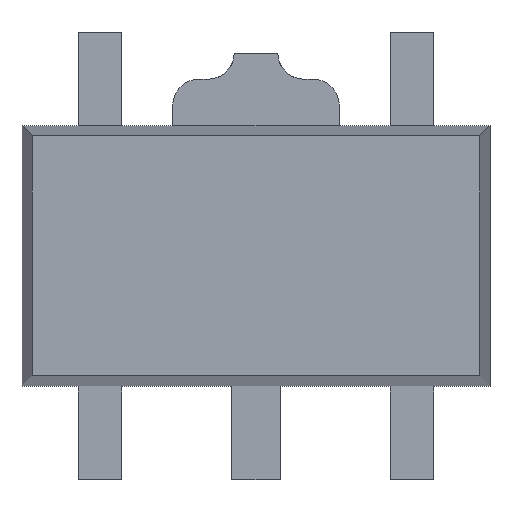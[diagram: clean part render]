
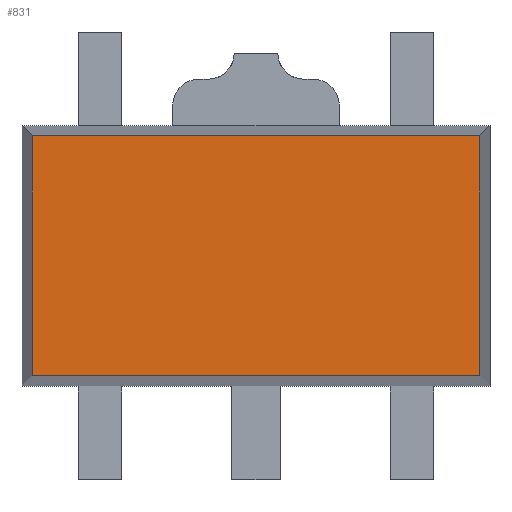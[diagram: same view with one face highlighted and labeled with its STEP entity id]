
A CAD part, top view. The second image highlights one B-rep face of the part: STEP entity #831.
In plain terms, the highlighted planar face has unit normal (0, 0, 1).
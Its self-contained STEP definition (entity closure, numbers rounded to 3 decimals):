
#47=FACE_OUTER_BOUND('',#101,.T.);
#101=EDGE_LOOP('',(#574,#575,#576,#577));
#161=LINE('',#1221,#266);
#164=LINE('',#1227,#269);
#166=LINE('',#1230,#271);
#167=LINE('',#1231,#272);
#266=VECTOR('',#987,1000.);
#269=VECTOR('',#992,1000.);
#271=VECTOR('',#996,1000.);
#272=VECTOR('',#997,1000.);
#366=VERTEX_POINT('',#1218);
#367=VERTEX_POINT('',#1220);
#368=VERTEX_POINT('',#1224);
#369=VERTEX_POINT('',#1226);
#445=EDGE_CURVE('',#366,#367,#161,.T.);
#448=EDGE_CURVE('',#368,#369,#164,.T.);
#450=EDGE_CURVE('',#366,#369,#166,.T.);
#451=EDGE_CURVE('',#368,#367,#167,.T.);
#574=ORIENTED_EDGE('',*,*,#445,.F.);
#575=ORIENTED_EDGE('',*,*,#450,.T.);
#576=ORIENTED_EDGE('',*,*,#448,.F.);
#577=ORIENTED_EDGE('',*,*,#451,.T.);
#781=PLANE('',#905);
#831=ADVANCED_FACE('',(#47),#781,.T.);
#905=AXIS2_PLACEMENT_3D('',#1229,#994,#995);
#987=DIRECTION('',(0.,-1.,0.));
#992=DIRECTION('',(0.,1.,0.));
#994=DIRECTION('center_axis',(0.,0.,1.));
#995=DIRECTION('ref_axis',(1.,0.,0.));
#996=DIRECTION('',(-1.,0.,0.));
#997=DIRECTION('',(1.,0.,0.));
#1218=CARTESIAN_POINT('',(2.154,1.704,1.5));
#1220=CARTESIAN_POINT('',(2.154,-0.604,1.5));
#1221=CARTESIAN_POINT('',(2.154,-1.6,1.5));
#1224=CARTESIAN_POINT('',(-2.154,-0.604,1.5));
#1226=CARTESIAN_POINT('',(-2.154,1.704,1.5));
#1227=CARTESIAN_POINT('',(-2.154,-1.6,1.5));
#1229=CARTESIAN_POINT('Origin',(-2.25,-0.7,1.5));
#1230=CARTESIAN_POINT('',(-2.25,1.704,1.5));
#1231=CARTESIAN_POINT('',(-2.25,-0.604,1.5));
